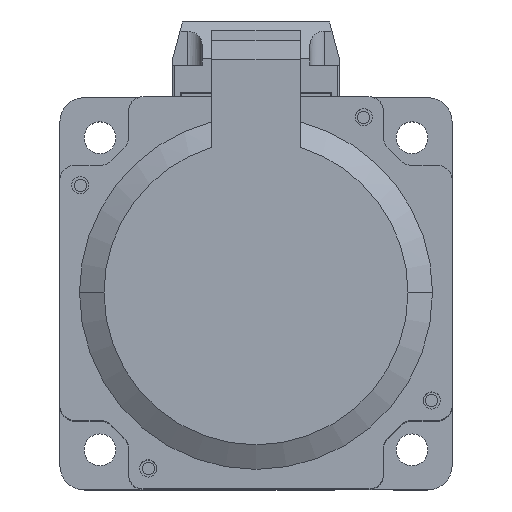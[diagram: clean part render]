
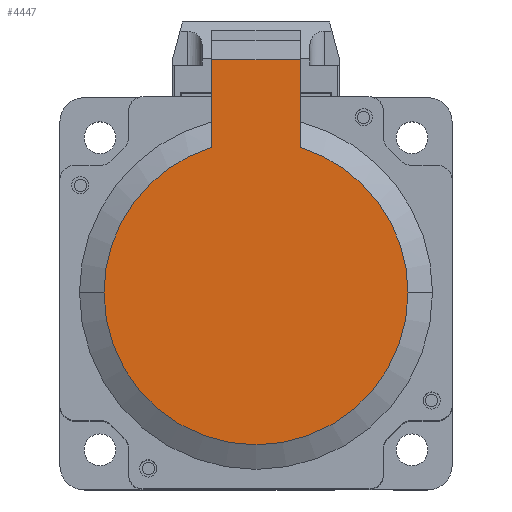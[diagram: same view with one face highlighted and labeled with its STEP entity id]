
A CAD part, top view. The second image highlights one B-rep face of the part: STEP entity #4447.
In plain terms, the highlighted planar face has unit normal (0, 0, 1).
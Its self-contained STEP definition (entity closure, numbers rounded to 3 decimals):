
#252 = AXIS2_PLACEMENT_3D ( 'NONE', #2480, #17167, #13561 ) ;
#1200 = VECTOR ( 'NONE', #13513, 1000. ) ;
#1459 = DIRECTION ( 'NONE',  ( 0., 0., 1. ) ) ;
#1483 = DIRECTION ( 'NONE',  ( 1., 0., 0. ) ) ;
#1725 = CARTESIAN_POINT ( 'NONE',  ( -9., 47.549, 141.738 ) ) ;
#1848 = VERTEX_POINT ( 'NONE', #19089 ) ;
#2003 = CARTESIAN_POINT ( 'NONE',  ( -31., 0., 141.738 ) ) ;
#2480 = CARTESIAN_POINT ( 'NONE',  ( 0., 0., 141.738 ) ) ;
#2704 = LINE ( 'NONE', #3498, #20619 ) ;
#3498 = CARTESIAN_POINT ( 'NONE',  ( 9., 47.549, 141.738 ) ) ;
#4447 = ADVANCED_FACE ( 'NONE', ( #14165 ), #8821, .T. ) ;
#5384 = LINE ( 'NONE', #8763, #5950 ) ;
#5950 = VECTOR ( 'NONE', #1483, 1000. ) ;
#5955 = CARTESIAN_POINT ( 'NONE',  ( 0., 0., 141.738 ) ) ;
#6098 = CARTESIAN_POINT ( 'NONE',  ( -9., 29.665, 141.738 ) ) ;
#6112 = LINE ( 'NONE', #8051, #1200 ) ;
#6573 = EDGE_LOOP ( 'NONE', ( #19186, #8939, #10531, #12927, #11682, #10609 ) ) ;
#7120 = VERTEX_POINT ( 'NONE', #6098 ) ;
#7398 = EDGE_CURVE ( 'NONE', #14572, #1848, #5384, .T. ) ;
#7473 = CIRCLE ( 'NONE', #14413, 31. ) ;
#8051 = CARTESIAN_POINT ( 'NONE',  ( -9., 47.549, 141.738 ) ) ;
#8763 = CARTESIAN_POINT ( 'NONE',  ( -9., 47.549, 141.738 ) ) ;
#8821 = PLANE ( 'NONE',  #10756 ) ;
#8923 = VERTEX_POINT ( 'NONE', #23351 ) ;
#8939 = ORIENTED_EDGE ( 'NONE', *, *, #16904, .T. ) ;
#10224 = CIRCLE ( 'NONE', #11692, 31. ) ;
#10531 = ORIENTED_EDGE ( 'NONE', *, *, #12326, .T. ) ;
#10609 = ORIENTED_EDGE ( 'NONE', *, *, #7398, .F. ) ;
#10683 = EDGE_CURVE ( 'NONE', #11181, #8923, #19965, .T. ) ;
#10756 = AXIS2_PLACEMENT_3D ( 'NONE', #17845, #1459, #14375 ) ;
#11181 = VERTEX_POINT ( 'NONE', #19961 ) ;
#11682 = ORIENTED_EDGE ( 'NONE', *, *, #12563, .T. ) ;
#11692 = AXIS2_PLACEMENT_3D ( 'NONE', #5955, #13234, #15064 ) ;
#12232 = VERTEX_POINT ( 'NONE', #2003 ) ;
#12251 = DIRECTION ( 'NONE',  ( 0., 0., 1. ) ) ;
#12326 = EDGE_CURVE ( 'NONE', #12232, #11181, #10224, .T. ) ;
#12563 = EDGE_CURVE ( 'NONE', #8923, #1848, #2704, .T. ) ;
#12927 = ORIENTED_EDGE ( 'NONE', *, *, #10683, .T. ) ;
#13234 = DIRECTION ( 'NONE',  ( 0., 0., 1. ) ) ;
#13513 = DIRECTION ( 'NONE',  ( 0., 1., 0. ) ) ;
#13561 = DIRECTION ( 'NONE',  ( -1., 0., 0. ) ) ;
#14165 = FACE_OUTER_BOUND ( 'NONE', #6573, .T. ) ;
#14375 = DIRECTION ( 'NONE',  ( -1., 0., 0. ) ) ;
#14413 = AXIS2_PLACEMENT_3D ( 'NONE', #15815, #12251, #16125 ) ;
#14572 = VERTEX_POINT ( 'NONE', #1725 ) ;
#15064 = DIRECTION ( 'NONE',  ( -1., 0., 0. ) ) ;
#15815 = CARTESIAN_POINT ( 'NONE',  ( 0., 0., 141.738 ) ) ;
#16125 = DIRECTION ( 'NONE',  ( -1., 0., 0. ) ) ;
#16904 = EDGE_CURVE ( 'NONE', #7120, #12232, #7473, .T. ) ;
#17167 = DIRECTION ( 'NONE',  ( 0., 0., 1. ) ) ;
#17845 = CARTESIAN_POINT ( 'NONE',  ( -31., 0., 141.738 ) ) ;
#18112 = DIRECTION ( 'NONE',  ( 0., 1., 0. ) ) ;
#19089 = CARTESIAN_POINT ( 'NONE',  ( 9., 47.549, 141.738 ) ) ;
#19186 = ORIENTED_EDGE ( 'NONE', *, *, #21455, .F. ) ;
#19961 = CARTESIAN_POINT ( 'NONE',  ( 31., 0., 141.738 ) ) ;
#19965 = CIRCLE ( 'NONE', #252, 31. ) ;
#20619 = VECTOR ( 'NONE', #18112, 1000. ) ;
#21455 = EDGE_CURVE ( 'NONE', #7120, #14572, #6112, .T. ) ;
#23351 = CARTESIAN_POINT ( 'NONE',  ( 9., 29.665, 141.738 ) ) ;
